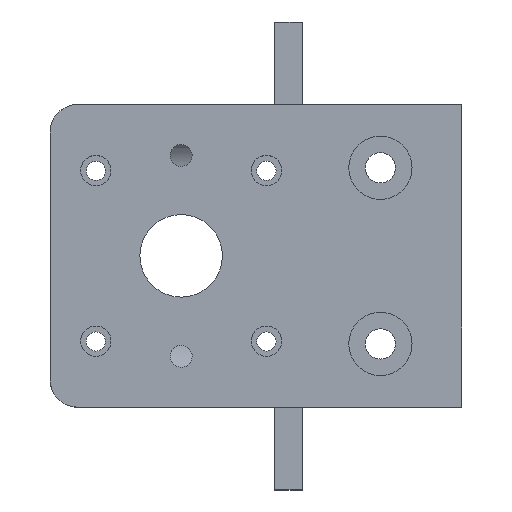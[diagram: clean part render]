
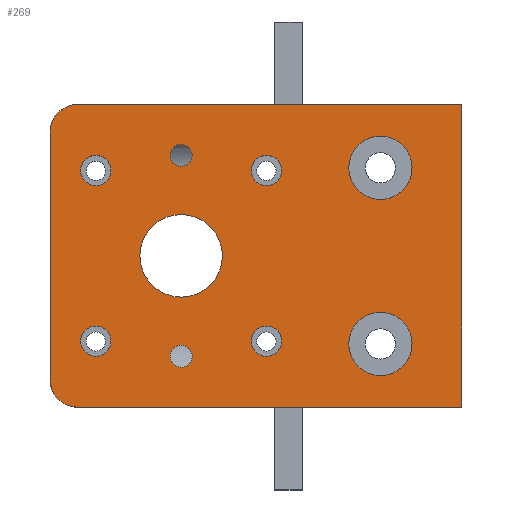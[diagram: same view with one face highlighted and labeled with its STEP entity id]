
A CAD part, top view. The second image highlights one B-rep face of the part: STEP entity #269.
In plain terms, the highlighted planar face has unit normal (0, 0, 1).
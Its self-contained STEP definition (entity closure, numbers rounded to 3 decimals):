
#52=CARTESIAN_POINT('Axis2P3D Location',(0.,0.,0.)) ;
#57=CARTESIAN_POINT('Line Origine',(-5.9,55.,0.)) ;
#61=CARTESIAN_POINT('Vertex',(-40.8,55.,0.)) ;
#63=CARTESIAN_POINT('Vertex',(29.,55.,0.)) ;
#66=CARTESIAN_POINT('Axis2P3D Location',(-40.8,50.,0.)) ;
#70=CARTESIAN_POINT('Vertex',(-45.8,50.,0.)) ;
#73=CARTESIAN_POINT('Line Origine',(-45.8,27.5,0.)) ;
#77=CARTESIAN_POINT('Vertex',(-45.8,5.,0.)) ;
#80=CARTESIAN_POINT('Axis2P3D Location',(-40.8,5.,0.)) ;
#84=CARTESIAN_POINT('Vertex',(-40.8,0.,0.)) ;
#87=CARTESIAN_POINT('Line Origine',(-5.9,0.,0.)) ;
#91=CARTESIAN_POINT('Vertex',(29.,0.,0.)) ;
#94=CARTESIAN_POINT('Line Origine',(29.,27.5,0.)) ;
#107=CARTESIAN_POINT('Axis2P3D Location',(-22.,27.5,0.)) ;
#111=CARTESIAN_POINT('Vertex',(-14.5,27.5,0.)) ;
#113=CARTESIAN_POINT('Vertex',(-29.5,27.5,0.)) ;
#116=CARTESIAN_POINT('Axis2P3D Location',(-22.,27.5,0.)) ;
#125=CARTESIAN_POINT('Axis2P3D Location',(-22.,9.25,0.)) ;
#129=CARTESIAN_POINT('Vertex',(-23.985,9.009,0.)) ;
#131=CARTESIAN_POINT('Vertex',(-20.015,9.491,0.)) ;
#134=CARTESIAN_POINT('Axis2P3D Location',(-22.,9.25,0.)) ;
#143=CARTESIAN_POINT('Axis2P3D Location',(-22.,45.75,0.)) ;
#147=CARTESIAN_POINT('Vertex',(-20.015,45.991,0.)) ;
#149=CARTESIAN_POINT('Vertex',(-23.985,45.509,0.)) ;
#152=CARTESIAN_POINT('Axis2P3D Location',(-22.,45.75,0.)) ;
#161=CARTESIAN_POINT('Axis2P3D Location',(-6.5,12.,0.)) ;
#165=CARTESIAN_POINT('Vertex',(-9.25,12.,0.)) ;
#167=CARTESIAN_POINT('Vertex',(-3.75,12.,0.)) ;
#170=CARTESIAN_POINT('Axis2P3D Location',(-6.5,12.,0.)) ;
#179=CARTESIAN_POINT('Axis2P3D Location',(-37.5,12.,0.)) ;
#183=CARTESIAN_POINT('Vertex',(-40.25,12.,0.)) ;
#185=CARTESIAN_POINT('Vertex',(-34.75,12.,0.)) ;
#188=CARTESIAN_POINT('Axis2P3D Location',(-37.5,12.,0.)) ;
#197=CARTESIAN_POINT('Axis2P3D Location',(-37.5,43.,0.)) ;
#201=CARTESIAN_POINT('Vertex',(-40.25,43.,0.)) ;
#203=CARTESIAN_POINT('Vertex',(-34.75,43.,0.)) ;
#206=CARTESIAN_POINT('Axis2P3D Location',(-37.5,43.,0.)) ;
#215=CARTESIAN_POINT('Axis2P3D Location',(-6.5,43.,0.)) ;
#219=CARTESIAN_POINT('Vertex',(-9.25,43.,0.)) ;
#221=CARTESIAN_POINT('Vertex',(-3.75,43.,0.)) ;
#224=CARTESIAN_POINT('Axis2P3D Location',(-6.5,43.,0.)) ;
#233=CARTESIAN_POINT('Axis2P3D Location',(14.205,43.5,0.)) ;
#237=CARTESIAN_POINT('Vertex',(8.455,43.5,0.)) ;
#239=CARTESIAN_POINT('Vertex',(19.955,43.5,0.)) ;
#242=CARTESIAN_POINT('Axis2P3D Location',(14.205,43.5,0.)) ;
#251=CARTESIAN_POINT('Axis2P3D Location',(14.205,11.5,0.)) ;
#255=CARTESIAN_POINT('Vertex',(8.455,11.5,0.)) ;
#257=CARTESIAN_POINT('Vertex',(19.955,11.5,0.)) ;
#260=CARTESIAN_POINT('Axis2P3D Location',(14.205,11.5,0.)) ;
#53=DIRECTION('Axis2P3D Direction',(0.,0.,-1.)) ;
#54=DIRECTION('Axis2P3D XDirection',(-1.,0.,0.)) ;
#58=DIRECTION('Vector Direction',(1.,0.,0.)) ;
#67=DIRECTION('Axis2P3D Direction',(0.,0.,-1.)) ;
#74=DIRECTION('Vector Direction',(0.,1.,0.)) ;
#81=DIRECTION('Axis2P3D Direction',(0.,0.,-1.)) ;
#88=DIRECTION('Vector Direction',(1.,0.,0.)) ;
#95=DIRECTION('Vector Direction',(0.,1.,0.)) ;
#108=DIRECTION('Axis2P3D Direction',(0.,0.,-1.)) ;
#117=DIRECTION('Axis2P3D Direction',(0.,0.,-1.)) ;
#126=DIRECTION('Axis2P3D Direction',(0.,0.,-1.)) ;
#135=DIRECTION('Axis2P3D Direction',(0.,0.,-1.)) ;
#144=DIRECTION('Axis2P3D Direction',(0.,0.,-1.)) ;
#153=DIRECTION('Axis2P3D Direction',(0.,0.,-1.)) ;
#162=DIRECTION('Axis2P3D Direction',(0.,0.,-1.)) ;
#171=DIRECTION('Axis2P3D Direction',(0.,0.,-1.)) ;
#180=DIRECTION('Axis2P3D Direction',(0.,0.,-1.)) ;
#189=DIRECTION('Axis2P3D Direction',(0.,0.,-1.)) ;
#198=DIRECTION('Axis2P3D Direction',(0.,0.,-1.)) ;
#207=DIRECTION('Axis2P3D Direction',(0.,0.,-1.)) ;
#216=DIRECTION('Axis2P3D Direction',(0.,0.,-1.)) ;
#225=DIRECTION('Axis2P3D Direction',(0.,0.,-1.)) ;
#234=DIRECTION('Axis2P3D Direction',(0.,0.,-1.)) ;
#243=DIRECTION('Axis2P3D Direction',(0.,0.,-1.)) ;
#252=DIRECTION('Axis2P3D Direction',(0.,0.,-1.)) ;
#261=DIRECTION('Axis2P3D Direction',(0.,0.,-1.)) ;
#55=AXIS2_PLACEMENT_3D('Plane Axis2P3D',#52,#53,#54) ;
#68=AXIS2_PLACEMENT_3D('Circle Axis2P3D',#66,#67,$) ;
#82=AXIS2_PLACEMENT_3D('Circle Axis2P3D',#80,#81,$) ;
#109=AXIS2_PLACEMENT_3D('Circle Axis2P3D',#107,#108,$) ;
#118=AXIS2_PLACEMENT_3D('Circle Axis2P3D',#116,#117,$) ;
#127=AXIS2_PLACEMENT_3D('Circle Axis2P3D',#125,#126,$) ;
#136=AXIS2_PLACEMENT_3D('Circle Axis2P3D',#134,#135,$) ;
#145=AXIS2_PLACEMENT_3D('Circle Axis2P3D',#143,#144,$) ;
#154=AXIS2_PLACEMENT_3D('Circle Axis2P3D',#152,#153,$) ;
#163=AXIS2_PLACEMENT_3D('Circle Axis2P3D',#161,#162,$) ;
#172=AXIS2_PLACEMENT_3D('Circle Axis2P3D',#170,#171,$) ;
#181=AXIS2_PLACEMENT_3D('Circle Axis2P3D',#179,#180,$) ;
#190=AXIS2_PLACEMENT_3D('Circle Axis2P3D',#188,#189,$) ;
#199=AXIS2_PLACEMENT_3D('Circle Axis2P3D',#197,#198,$) ;
#208=AXIS2_PLACEMENT_3D('Circle Axis2P3D',#206,#207,$) ;
#217=AXIS2_PLACEMENT_3D('Circle Axis2P3D',#215,#216,$) ;
#226=AXIS2_PLACEMENT_3D('Circle Axis2P3D',#224,#225,$) ;
#235=AXIS2_PLACEMENT_3D('Circle Axis2P3D',#233,#234,$) ;
#244=AXIS2_PLACEMENT_3D('Circle Axis2P3D',#242,#243,$) ;
#253=AXIS2_PLACEMENT_3D('Circle Axis2P3D',#251,#252,$) ;
#262=AXIS2_PLACEMENT_3D('Circle Axis2P3D',#260,#261,$) ;
#100=ORIENTED_EDGE('',*,*,#65,.F.) ;
#101=ORIENTED_EDGE('',*,*,#72,.F.) ;
#102=ORIENTED_EDGE('',*,*,#79,.F.) ;
#103=ORIENTED_EDGE('',*,*,#86,.F.) ;
#104=ORIENTED_EDGE('',*,*,#93,.T.) ;
#105=ORIENTED_EDGE('',*,*,#98,.T.) ;
#122=ORIENTED_EDGE('',*,*,#115,.T.) ;
#123=ORIENTED_EDGE('',*,*,#120,.T.) ;
#140=ORIENTED_EDGE('',*,*,#133,.T.) ;
#141=ORIENTED_EDGE('',*,*,#138,.T.) ;
#158=ORIENTED_EDGE('',*,*,#151,.T.) ;
#159=ORIENTED_EDGE('',*,*,#156,.T.) ;
#176=ORIENTED_EDGE('',*,*,#169,.F.) ;
#177=ORIENTED_EDGE('',*,*,#174,.F.) ;
#194=ORIENTED_EDGE('',*,*,#187,.F.) ;
#195=ORIENTED_EDGE('',*,*,#192,.F.) ;
#212=ORIENTED_EDGE('',*,*,#205,.F.) ;
#213=ORIENTED_EDGE('',*,*,#210,.F.) ;
#230=ORIENTED_EDGE('',*,*,#223,.F.) ;
#231=ORIENTED_EDGE('',*,*,#228,.F.) ;
#248=ORIENTED_EDGE('',*,*,#241,.F.) ;
#249=ORIENTED_EDGE('',*,*,#246,.F.) ;
#266=ORIENTED_EDGE('',*,*,#259,.F.) ;
#267=ORIENTED_EDGE('',*,*,#264,.F.) ;
#124=FACE_BOUND('',#121,.T.) ;
#142=FACE_BOUND('',#139,.T.) ;
#160=FACE_BOUND('',#157,.T.) ;
#178=FACE_BOUND('',#175,.T.) ;
#196=FACE_BOUND('',#193,.T.) ;
#214=FACE_BOUND('',#211,.T.) ;
#232=FACE_BOUND('',#229,.T.) ;
#250=FACE_BOUND('',#247,.T.) ;
#268=FACE_BOUND('',#265,.T.) ;
#59=VECTOR('Line Direction',#58,1.) ;
#75=VECTOR('Line Direction',#74,1.) ;
#89=VECTOR('Line Direction',#88,1.) ;
#96=VECTOR('Line Direction',#95,1.) ;
#269=ADVANCED_FACE('Corps principal',(#106,#124,#142,#160,#178,#196,#214,#232,#250,#268),#56,.F.) ;
#69=CIRCLE('generated circle',#68,5.) ;
#83=CIRCLE('generated circle',#82,5.) ;
#110=CIRCLE('generated circle',#109,7.5) ;
#119=CIRCLE('generated circle',#118,7.5) ;
#128=CIRCLE('generated circle',#127,2.) ;
#137=CIRCLE('generated circle',#136,2.) ;
#146=CIRCLE('generated circle',#145,2.) ;
#155=CIRCLE('generated circle',#154,2.) ;
#164=CIRCLE('generated circle',#163,2.75) ;
#173=CIRCLE('generated circle',#172,2.75) ;
#182=CIRCLE('generated circle',#181,2.75) ;
#191=CIRCLE('generated circle',#190,2.75) ;
#200=CIRCLE('generated circle',#199,2.75) ;
#209=CIRCLE('generated circle',#208,2.75) ;
#218=CIRCLE('generated circle',#217,2.75) ;
#227=CIRCLE('generated circle',#226,2.75) ;
#236=CIRCLE('generated circle',#235,5.75) ;
#245=CIRCLE('generated circle',#244,5.75) ;
#254=CIRCLE('generated circle',#253,5.75) ;
#263=CIRCLE('generated circle',#262,5.75) ;
#65=EDGE_CURVE('',#62,#64,#60,.T.) ;
#72=EDGE_CURVE('',#71,#62,#69,.T.) ;
#79=EDGE_CURVE('',#78,#71,#76,.T.) ;
#86=EDGE_CURVE('',#85,#78,#83,.T.) ;
#93=EDGE_CURVE('',#85,#92,#90,.T.) ;
#98=EDGE_CURVE('',#92,#64,#97,.T.) ;
#115=EDGE_CURVE('',#112,#114,#110,.T.) ;
#120=EDGE_CURVE('',#114,#112,#119,.T.) ;
#133=EDGE_CURVE('',#130,#132,#128,.T.) ;
#138=EDGE_CURVE('',#132,#130,#137,.T.) ;
#151=EDGE_CURVE('',#148,#150,#146,.T.) ;
#156=EDGE_CURVE('',#150,#148,#155,.T.) ;
#169=EDGE_CURVE('',#166,#168,#164,.F.) ;
#174=EDGE_CURVE('',#168,#166,#173,.F.) ;
#187=EDGE_CURVE('',#184,#186,#182,.F.) ;
#192=EDGE_CURVE('',#186,#184,#191,.F.) ;
#205=EDGE_CURVE('',#202,#204,#200,.F.) ;
#210=EDGE_CURVE('',#204,#202,#209,.F.) ;
#223=EDGE_CURVE('',#220,#222,#218,.F.) ;
#228=EDGE_CURVE('',#222,#220,#227,.F.) ;
#241=EDGE_CURVE('',#238,#240,#236,.F.) ;
#246=EDGE_CURVE('',#240,#238,#245,.F.) ;
#259=EDGE_CURVE('',#256,#258,#254,.F.) ;
#264=EDGE_CURVE('',#258,#256,#263,.F.) ;
#99=EDGE_LOOP('',(#100,#101,#102,#103,#104,#105)) ;
#121=EDGE_LOOP('',(#122,#123)) ;
#139=EDGE_LOOP('',(#140,#141)) ;
#157=EDGE_LOOP('',(#158,#159)) ;
#175=EDGE_LOOP('',(#176,#177)) ;
#193=EDGE_LOOP('',(#194,#195)) ;
#211=EDGE_LOOP('',(#212,#213)) ;
#229=EDGE_LOOP('',(#230,#231)) ;
#247=EDGE_LOOP('',(#248,#249)) ;
#265=EDGE_LOOP('',(#266,#267)) ;
#106=FACE_OUTER_BOUND('',#99,.T.) ;
#60=LINE('Line',#57,#59) ;
#76=LINE('Line',#73,#75) ;
#90=LINE('Line',#87,#89) ;
#97=LINE('Line',#94,#96) ;
#56=PLANE('',#55) ;
#62=VERTEX_POINT('',#61) ;
#64=VERTEX_POINT('',#63) ;
#71=VERTEX_POINT('',#70) ;
#78=VERTEX_POINT('',#77) ;
#85=VERTEX_POINT('',#84) ;
#92=VERTEX_POINT('',#91) ;
#112=VERTEX_POINT('',#111) ;
#114=VERTEX_POINT('',#113) ;
#130=VERTEX_POINT('',#129) ;
#132=VERTEX_POINT('',#131) ;
#148=VERTEX_POINT('',#147) ;
#150=VERTEX_POINT('',#149) ;
#166=VERTEX_POINT('',#165) ;
#168=VERTEX_POINT('',#167) ;
#184=VERTEX_POINT('',#183) ;
#186=VERTEX_POINT('',#185) ;
#202=VERTEX_POINT('',#201) ;
#204=VERTEX_POINT('',#203) ;
#220=VERTEX_POINT('',#219) ;
#222=VERTEX_POINT('',#221) ;
#238=VERTEX_POINT('',#237) ;
#240=VERTEX_POINT('',#239) ;
#256=VERTEX_POINT('',#255) ;
#258=VERTEX_POINT('',#257) ;
